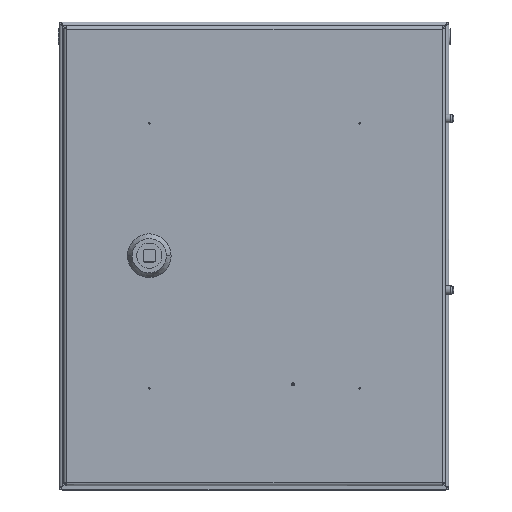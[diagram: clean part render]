
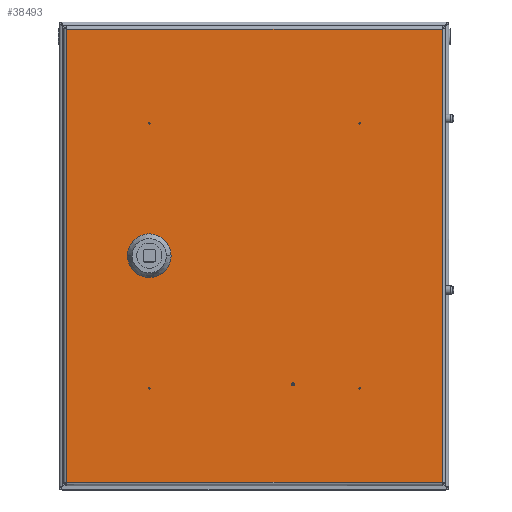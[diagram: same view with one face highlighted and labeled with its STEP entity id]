
A CAD part, top view. The second image highlights one B-rep face of the part: STEP entity #38493.
In plain terms, the highlighted planar face has unit normal (0, 0, 1).
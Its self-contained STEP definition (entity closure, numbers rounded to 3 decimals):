
#191 = CARTESIAN_POINT ( 'NONE',  ( -57.147, 4.604, 149.999 ) ) ;
#196 = DIRECTION ( 'NONE',  ( 1., 0., 0. ) ) ;
#265 = DIRECTION ( 'NONE',  ( 0., 0., 1. ) ) ;
#1461 = CIRCLE ( 'NONE', #2407, 11.1 ) ;
#1891 = AXIS2_PLACEMENT_3D ( 'NONE', #53129, #39303, #57646 ) ;
#2006 = CIRCLE ( 'NONE', #5878, 1. ) ;
#2407 = AXIS2_PLACEMENT_3D ( 'NONE', #51943, #16434, #4075 ) ;
#3229 = CARTESIAN_POINT ( 'NONE',  ( 121.182, -145.4, 149.999 ) ) ;
#3745 = LINE ( 'NONE', #8551, #28784 ) ;
#3991 = ORIENTED_EDGE ( 'NONE', *, *, #37105, .F. ) ;
#4075 = DIRECTION ( 'NONE',  ( 1., 0., 0. ) ) ;
#4827 = VECTOR ( 'NONE', #6797, 1000. ) ;
#5138 = EDGE_CURVE ( 'NONE', #45406, #40260, #34164, .T. ) ;
#5812 = ORIENTED_EDGE ( 'NONE', *, *, #47375, .T. ) ;
#5877 = VERTEX_POINT ( 'NONE', #25507 ) ;
#5878 = AXIS2_PLACEMENT_3D ( 'NONE', #58048, #35215, #17171 ) ;
#6056 = EDGE_CURVE ( 'NONE', #27029, #51671, #33961, .T. ) ;
#6739 = DIRECTION ( 'NONE',  ( 1., 0., 0. ) ) ;
#6797 = DIRECTION ( 'NONE',  ( -1., 0., 0. ) ) ;
#7049 = DIRECTION ( 'NONE',  ( -1., 0., 0. ) ) ;
#7482 = ORIENTED_EDGE ( 'NONE', *, *, #33918, .F. ) ;
#8551 = CARTESIAN_POINT ( 'NONE',  ( -120.147, -145.929, 149.999 ) ) ;
#9478 = CARTESIAN_POINT ( 'NONE',  ( -62.643, -10.1, 149.999 ) ) ;
#10850 = CARTESIAN_POINT ( 'NONE',  ( -77.347, 4.604, 149.999 ) ) ;
#11313 = CARTESIAN_POINT ( 'NONE',  ( -71.852, 10.1, 149.999 ) ) ;
#11586 = AXIS2_PLACEMENT_3D ( 'NONE', #20593, #56981, #6739 ) ;
#12646 = EDGE_CURVE ( 'NONE', #51671, #47180, #33303, .T. ) ;
#12679 = ORIENTED_EDGE ( 'NONE', *, *, #12646, .F. ) ;
#13067 = VERTEX_POINT ( 'NONE', #49725 ) ;
#13096 = EDGE_LOOP ( 'NONE', ( #5812, #28941, #26013, #37491 ) ) ;
#13753 = DIRECTION ( 'NONE',  ( 0., 0., 1. ) ) ;
#14630 = VERTEX_POINT ( 'NONE', #19133 ) ;
#14719 = EDGE_LOOP ( 'NONE', ( #36024, #18468 ) ) ;
#15279 = LINE ( 'NONE', #56758, #58144 ) ;
#16434 = DIRECTION ( 'NONE',  ( 0., 0., 1. ) ) ;
#17171 = DIRECTION ( 'NONE',  ( 1., 0., 0. ) ) ;
#17415 = CARTESIAN_POINT ( 'NONE',  ( 120.653, -145.4, 149.999 ) ) ;
#17817 = EDGE_CURVE ( 'NONE', #33445, #13067, #15279, .T. ) ;
#18468 = ORIENTED_EDGE ( 'NONE', *, *, #24399, .F. ) ;
#18571 = DIRECTION ( 'NONE',  ( 0., 1., 0. ) ) ;
#18778 = DIRECTION ( 'NONE',  ( 0., 1., 0. ) ) ;
#19133 = CARTESIAN_POINT ( 'NONE',  ( -120.147, 145.4, 149.999 ) ) ;
#19588 = AXIS2_PLACEMENT_3D ( 'NONE', #58862, #41410, #196 ) ;
#19652 = VECTOR ( 'NONE', #18778, 1000. ) ;
#19867 = EDGE_CURVE ( 'NONE', #5877, #27029, #37809, .T. ) ;
#20130 = CARTESIAN_POINT ( 'NONE',  ( 25.753, -82.5, 149.999 ) ) ;
#20345 = CARTESIAN_POINT ( 'NONE',  ( -71.852, -10.1, 149.999 ) ) ;
#20412 = ORIENTED_EDGE ( 'NONE', *, *, #17817, .F. ) ;
#20593 = CARTESIAN_POINT ( 'NONE',  ( -67.247, 0., 149.999 ) ) ;
#20604 = CARTESIAN_POINT ( 'NONE',  ( -120.677, 145.4, 149.999 ) ) ;
#22542 = VERTEX_POINT ( 'NONE', #44477 ) ;
#23420 = CARTESIAN_POINT ( 'NONE',  ( -71.852, -10.1, 149.999 ) ) ;
#23976 = FACE_OUTER_BOUND ( 'NONE', #13096, .T. ) ;
#24064 = CIRCLE ( 'NONE', #56732, 11.1 ) ;
#24399 = EDGE_CURVE ( 'NONE', #25337, #38241, #45145, .T. ) ;
#25039 = CIRCLE ( 'NONE', #11586, 11.1 ) ;
#25142 = DIRECTION ( 'NONE',  ( 1., 0., 0. ) ) ;
#25337 = VERTEX_POINT ( 'NONE', #54702 ) ;
#25404 = CARTESIAN_POINT ( 'NONE',  ( -57.147, 4.604, 149.999 ) ) ;
#25507 = CARTESIAN_POINT ( 'NONE',  ( -57.147, -4.604, 149.999 ) ) ;
#26013 = ORIENTED_EDGE ( 'NONE', *, *, #58847, .T. ) ;
#27018 = EDGE_CURVE ( 'NONE', #22542, #14630, #51375, .T. ) ;
#27029 = VERTEX_POINT ( 'NONE', #25404 ) ;
#27898 = CARTESIAN_POINT ( 'NONE',  ( -122.247, 147.5, 149.999 ) ) ;
#28094 = LINE ( 'NONE', #59353, #19652 ) ;
#28784 = VECTOR ( 'NONE', #40452, 1000. ) ;
#28941 = ORIENTED_EDGE ( 'NONE', *, *, #34523, .T. ) ;
#30131 = ORIENTED_EDGE ( 'NONE', *, *, #5138, .F. ) ;
#32498 = VERTEX_POINT ( 'NONE', #39992 ) ;
#32704 = FACE_BOUND ( 'NONE', #42469, .T. ) ;
#33303 = LINE ( 'NONE', #11313, #4827 ) ;
#33445 = VERTEX_POINT ( 'NONE', #10850 ) ;
#33638 = CARTESIAN_POINT ( 'NONE',  ( -71.852, 10.1, 149.999 ) ) ;
#33918 = EDGE_CURVE ( 'NONE', #40260, #5877, #25039, .T. ) ;
#33961 = CIRCLE ( 'NONE', #19588, 11.1 ) ;
#34164 = LINE ( 'NONE', #20345, #55265 ) ;
#34219 = EDGE_CURVE ( 'NONE', #38241, #25337, #2006, .T. ) ;
#34523 = EDGE_CURVE ( 'NONE', #32498, #36858, #35135, .T. ) ;
#35135 = LINE ( 'NONE', #3229, #54915 ) ;
#35215 = DIRECTION ( 'NONE',  ( 0., 0., 1. ) ) ;
#36024 = ORIENTED_EDGE ( 'NONE', *, *, #34219, .F. ) ;
#36858 = VERTEX_POINT ( 'NONE', #17415 ) ;
#37105 = EDGE_CURVE ( 'NONE', #47180, #33445, #1461, .T. ) ;
#37491 = ORIENTED_EDGE ( 'NONE', *, *, #27018, .T. ) ;
#37533 = PLANE ( 'NONE',  #39078 ) ;
#37809 = LINE ( 'NONE', #191, #52174 ) ;
#38241 = VERTEX_POINT ( 'NONE', #20130 ) ;
#38493 = ADVANCED_FACE ( 'NONE', ( #51341, #32704, #23976 ), #37533, .T. ) ;
#39078 = AXIS2_PLACEMENT_3D ( 'NONE', #27898, #13753, #41713 ) ;
#39303 = DIRECTION ( 'NONE',  ( 0., 0., 1. ) ) ;
#39992 = CARTESIAN_POINT ( 'NONE',  ( -120.147, -145.4, 149.999 ) ) ;
#40260 = VERTEX_POINT ( 'NONE', #9478 ) ;
#40452 = DIRECTION ( 'NONE',  ( 0., -1., 0. ) ) ;
#41410 = DIRECTION ( 'NONE',  ( 0., 0., 1. ) ) ;
#41713 = DIRECTION ( 'NONE',  ( 1., 0., 0. ) ) ;
#42469 = EDGE_LOOP ( 'NONE', ( #7482, #30131, #56555, #20412, #3991, #12679, #57892, #53498 ) ) ;
#44477 = CARTESIAN_POINT ( 'NONE',  ( 120.653, 145.4, 149.999 ) ) ;
#45145 = CIRCLE ( 'NONE', #1891, 1. ) ;
#45406 = VERTEX_POINT ( 'NONE', #23420 ) ;
#47180 = VERTEX_POINT ( 'NONE', #33638 ) ;
#47209 = CARTESIAN_POINT ( 'NONE',  ( -67.247, 0., 149.999 ) ) ;
#47375 = EDGE_CURVE ( 'NONE', #14630, #32498, #3745, .T. ) ;
#48211 = EDGE_CURVE ( 'NONE', #13067, #45406, #24064, .T. ) ;
#48624 = VECTOR ( 'NONE', #7049, 1000. ) ;
#49390 = CARTESIAN_POINT ( 'NONE',  ( -62.643, 10.1, 149.999 ) ) ;
#49725 = CARTESIAN_POINT ( 'NONE',  ( -77.347, -4.604, 149.999 ) ) ;
#51341 = FACE_BOUND ( 'NONE', #14719, .T. ) ;
#51375 = LINE ( 'NONE', #20604, #48624 ) ;
#51404 = DIRECTION ( 'NONE',  ( 1., 0., 0. ) ) ;
#51671 = VERTEX_POINT ( 'NONE', #49390 ) ;
#51943 = CARTESIAN_POINT ( 'NONE',  ( -67.247, 0., 149.999 ) ) ;
#52174 = VECTOR ( 'NONE', #18571, 1000. ) ;
#53129 = CARTESIAN_POINT ( 'NONE',  ( 24.753, -82.5, 149.999 ) ) ;
#53498 = ORIENTED_EDGE ( 'NONE', *, *, #19867, .F. ) ;
#54702 = CARTESIAN_POINT ( 'NONE',  ( 23.753, -82.5, 149.999 ) ) ;
#54915 = VECTOR ( 'NONE', #58569, 1000. ) ;
#55265 = VECTOR ( 'NONE', #25142, 1000. ) ;
#56166 = DIRECTION ( 'NONE',  ( 0., -1., 0. ) ) ;
#56555 = ORIENTED_EDGE ( 'NONE', *, *, #48211, .F. ) ;
#56732 = AXIS2_PLACEMENT_3D ( 'NONE', #47209, #265, #51404 ) ;
#56758 = CARTESIAN_POINT ( 'NONE',  ( -77.347, 4.604, 149.999 ) ) ;
#56981 = DIRECTION ( 'NONE',  ( 0., 0., 1. ) ) ;
#57646 = DIRECTION ( 'NONE',  ( 1., 0., 0. ) ) ;
#57892 = ORIENTED_EDGE ( 'NONE', *, *, #6056, .F. ) ;
#58048 = CARTESIAN_POINT ( 'NONE',  ( 24.753, -82.5, 149.999 ) ) ;
#58144 = VECTOR ( 'NONE', #56166, 1000. ) ;
#58569 = DIRECTION ( 'NONE',  ( 1., 0., 0. ) ) ;
#58847 = EDGE_CURVE ( 'NONE', #36858, #22542, #28094, .T. ) ;
#58862 = CARTESIAN_POINT ( 'NONE',  ( -67.247, 0., 149.999 ) ) ;
#59353 = CARTESIAN_POINT ( 'NONE',  ( 120.653, 145.929, 149.999 ) ) ;
